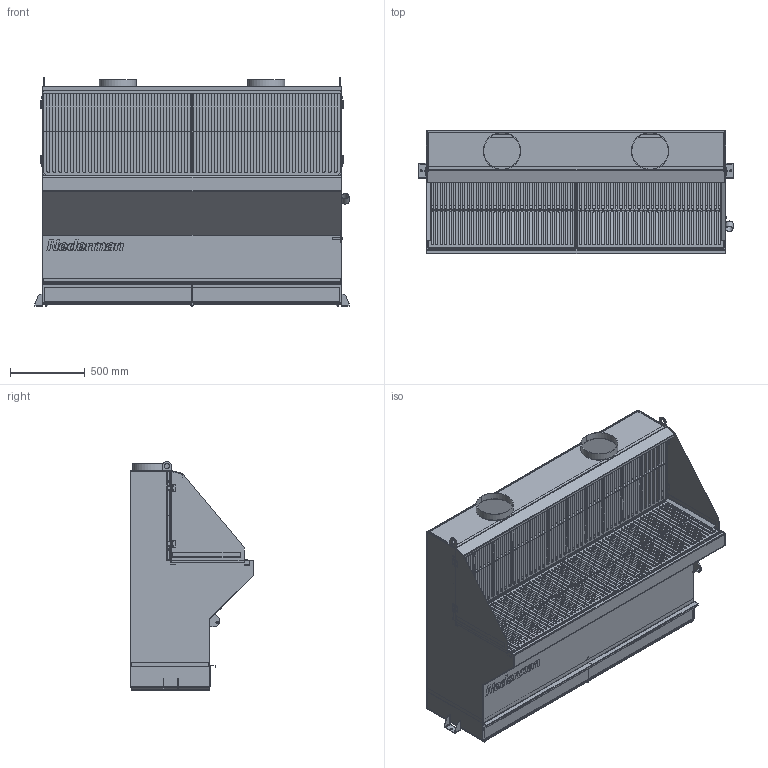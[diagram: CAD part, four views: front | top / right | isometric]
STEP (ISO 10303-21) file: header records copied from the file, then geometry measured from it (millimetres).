
FILE_DESCRIPTION(/* description */ (''),/* implementation_level */ '2;1');
FILE_NAME(/* name */ '10500333_Simplify.stp',/* time_stamp */ '2024-08-29T13:24:11+02:00',/* author */ ('MATLA'),/* organization */ (''),/* preprocessor_version */ 'ST-DEVELOPER v20',/* originating_system */ 'Autodesk Inventor 2024',/* authorisation */ '');
FILE_SCHEMA (('AUTOMOTIVE_DESIGN { 1 0 10303 214 3 1 1 }'));
Products named in the file (1): 10500333_Simplify
Bounding box: 2100 x 827 x 1530.83 mm (x, y, z)
Volume: 34502468.5 mm3; surface area: 26266641 mm2
Topology: 58 solids, 58 shells, 2797 faces, 7597 edges, 4922 vertices
Faces by surface type: plane 2123, cylinder 634, bspline 24, cone 8, torus 8
Full cylindrical faces by diameter (mm): 6 x24, 8 x4, 9 x4, 9.188 x1, 10 x5, 11 x1, 12 x2, 15.4 x1, 35 x2, 47 x1, 50 x1, 250 x2
Entity records: 91923 total; most frequent: CARTESIAN_POINT 16802, ORIENTED_EDGE 15202, DIRECTION 14341, EDGE_CURVE 7601, LINE 6271, VECTOR 6271, VERTEX_POINT 4930, AXIS2_PLACEMENT_3D 4035
